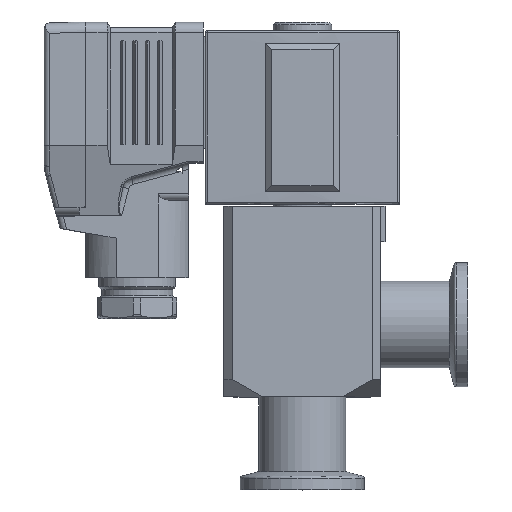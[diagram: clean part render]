
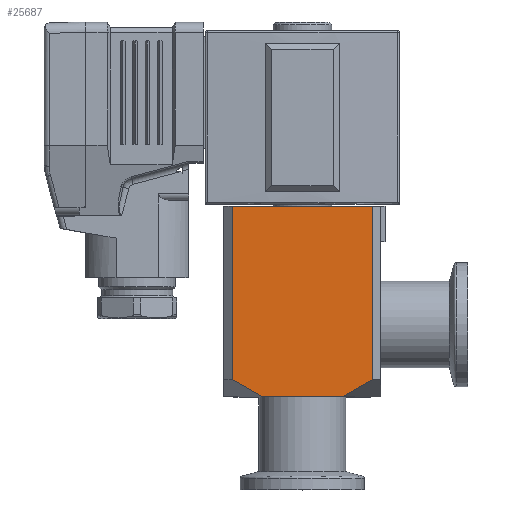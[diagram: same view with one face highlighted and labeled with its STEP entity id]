
A CAD part, top view. The second image highlights one B-rep face of the part: STEP entity #25687.
In plain terms, the highlighted planar face has unit normal (0, 0, 1).
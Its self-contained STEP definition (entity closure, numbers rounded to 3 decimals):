
#1960=FACE_OUTER_BOUND('',#3441,.T.);
#3441=EDGE_LOOP('',(#17350,#17351,#17352,#17353,#17354,#17355));
#5027=LINE('',#37180,#7767);
#5037=LINE('',#37202,#7777);
#5038=LINE('',#37204,#7778);
#5039=LINE('',#37206,#7779);
#5040=LINE('',#37208,#7780);
#5041=LINE('',#37209,#7781);
#7767=VECTOR('',#29684,10.);
#7777=VECTOR('',#29700,10.);
#7778=VECTOR('',#29701,10.);
#7779=VECTOR('',#29702,10.);
#7780=VECTOR('',#29703,10.);
#7781=VECTOR('',#29704,10.);
#10584=VERTEX_POINT('',#37173);
#10587=VERTEX_POINT('',#37178);
#10596=VERTEX_POINT('',#37201);
#10597=VERTEX_POINT('',#37203);
#10598=VERTEX_POINT('',#37205);
#10599=VERTEX_POINT('',#37207);
#13207=EDGE_CURVE('',#10584,#10587,#5027,.T.);
#13217=EDGE_CURVE('',#10596,#10584,#5037,.T.);
#13218=EDGE_CURVE('',#10597,#10587,#5038,.T.);
#13219=EDGE_CURVE('',#10598,#10597,#5039,.T.);
#13220=EDGE_CURVE('',#10598,#10599,#5040,.T.);
#13221=EDGE_CURVE('',#10599,#10596,#5041,.T.);
#17350=ORIENTED_EDGE('',*,*,#13217,.T.);
#17351=ORIENTED_EDGE('',*,*,#13207,.T.);
#17352=ORIENTED_EDGE('',*,*,#13218,.F.);
#17353=ORIENTED_EDGE('',*,*,#13219,.F.);
#17354=ORIENTED_EDGE('',*,*,#13220,.T.);
#17355=ORIENTED_EDGE('',*,*,#13221,.T.);
#24727=PLANE('',#27266);
#25687=ADVANCED_FACE('',(#1960),#24727,.T.);
#27266=AXIS2_PLACEMENT_3D('',#37200,#29698,#29699);
#29684=DIRECTION('',(0.,1.,0.));
#29698=DIRECTION('center_axis',(0.,0.,1.));
#29699=DIRECTION('ref_axis',(1.,0.,0.));
#29700=DIRECTION('',(0.868,0.497,0.));
#29701=DIRECTION('',(1.,0.,0.));
#29702=DIRECTION('',(0.,1.,0.));
#29703=DIRECTION('',(0.868,-0.497,0.));
#29704=DIRECTION('',(1.,0.,0.));
#37173=CARTESIAN_POINT('',(17.,-13.325,19.));
#37178=CARTESIAN_POINT('',(17.,28.6,19.));
#37180=CARTESIAN_POINT('',(17.,-17.5,19.));
#37200=CARTESIAN_POINT('Origin',(-17.,-17.5,19.));
#37201=CARTESIAN_POINT('',(9.709,-17.5,19.));
#37202=CARTESIAN_POINT('',(5.809,-19.733,19.));
#37203=CARTESIAN_POINT('',(-17.,28.6,19.));
#37204=CARTESIAN_POINT('',(-17.,28.6,19.));
#37205=CARTESIAN_POINT('',(-17.,-13.325,19.));
#37206=CARTESIAN_POINT('',(-17.,-17.5,19.));
#37207=CARTESIAN_POINT('',(-9.709,-17.5,19.));
#37208=CARTESIAN_POINT('',(-14.203,-14.926,19.));
#37209=CARTESIAN_POINT('',(-17.,-17.5,19.));
